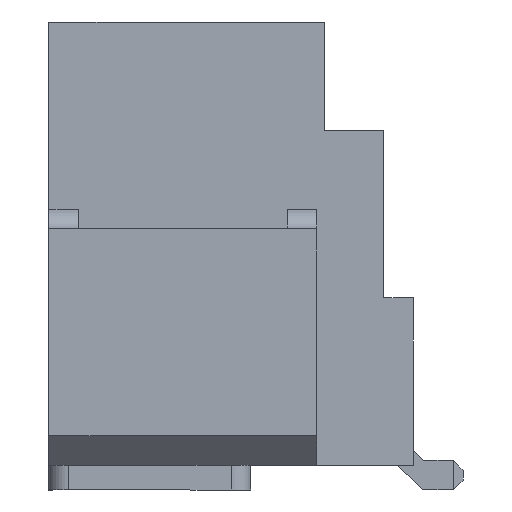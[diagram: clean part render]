
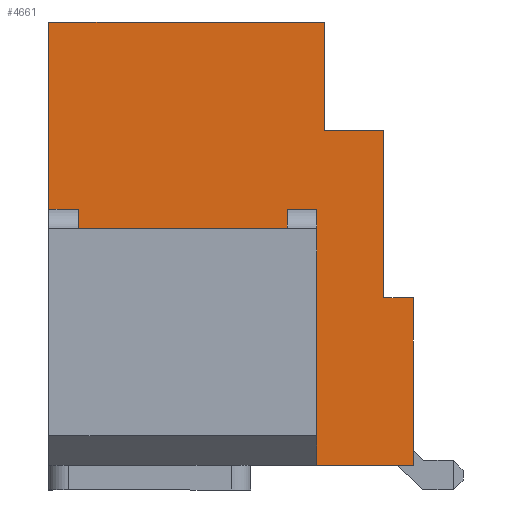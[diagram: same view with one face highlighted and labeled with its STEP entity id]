
A CAD part, left-side view. The second image highlights one B-rep face of the part: STEP entity #4661.
In plain terms, the highlighted planar face has unit normal (-1, 0, 0).
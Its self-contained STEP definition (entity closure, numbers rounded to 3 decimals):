
#540=ORIENTED_EDGE('',*,*,#1773,.T.);
#541=ORIENTED_EDGE('',*,*,#1774,.T.);
#542=ORIENTED_EDGE('',*,*,#1753,.T.);
#543=ORIENTED_EDGE('',*,*,#1640,.T.);
#544=ORIENTED_EDGE('',*,*,#1775,.F.);
#545=ORIENTED_EDGE('',*,*,#1776,.F.);
#546=ORIENTED_EDGE('',*,*,#1777,.F.);
#547=ORIENTED_EDGE('',*,*,#1778,.F.);
#548=ORIENTED_EDGE('',*,*,#1440,.T.);
#549=ORIENTED_EDGE('',*,*,#1586,.T.);
#550=ORIENTED_EDGE('',*,*,#1779,.T.);
#551=ORIENTED_EDGE('',*,*,#1780,.F.);
#552=ORIENTED_EDGE('',*,*,#1781,.T.);
#553=ORIENTED_EDGE('',*,*,#1782,.T.);
#1440=EDGE_CURVE('',#2111,#2110,#2548,.T.);
#1586=EDGE_CURVE('',#2110,#2231,#2693,.T.);
#1640=EDGE_CURVE('',#2275,#2274,#2746,.T.);
#1753=EDGE_CURVE('',#2345,#2275,#2859,.T.);
#1773=EDGE_CURVE('',#2362,#2363,#2879,.T.);
#1774=EDGE_CURVE('',#2363,#2345,#2880,.T.);
#1775=EDGE_CURVE('',#2364,#2274,#2881,.T.);
#1776=EDGE_CURVE('',#2365,#2364,#2882,.T.);
#1777=EDGE_CURVE('',#2366,#2365,#2883,.T.);
#1778=EDGE_CURVE('',#2111,#2366,#2884,.T.);
#1779=EDGE_CURVE('',#2231,#2367,#2885,.T.);
#1780=EDGE_CURVE('',#2368,#2367,#2886,.T.);
#1781=EDGE_CURVE('',#2368,#2369,#2887,.T.);
#1782=EDGE_CURVE('',#2369,#2362,#2888,.T.);
#2110=VERTEX_POINT('',#6323);
#2111=VERTEX_POINT('',#6325);
#2231=VERTEX_POINT('',#6629);
#2274=VERTEX_POINT('',#6727);
#2275=VERTEX_POINT('',#6729);
#2345=VERTEX_POINT('',#6939);
#2362=VERTEX_POINT('',#6988);
#2363=VERTEX_POINT('',#6989);
#2364=VERTEX_POINT('',#6992);
#2365=VERTEX_POINT('',#6994);
#2366=VERTEX_POINT('',#6996);
#2367=VERTEX_POINT('',#6999);
#2368=VERTEX_POINT('',#7001);
#2369=VERTEX_POINT('',#7003);
#2548=LINE('',#6324,#3198);
#2693=LINE('',#6630,#3343);
#2746=LINE('',#6728,#3396);
#2859=LINE('',#6947,#3509);
#2879=LINE('',#6987,#3529);
#2880=LINE('',#6990,#3530);
#2881=LINE('',#6991,#3531);
#2882=LINE('',#6993,#3532);
#2883=LINE('',#6995,#3533);
#2884=LINE('',#6997,#3534);
#2885=LINE('',#6998,#3535);
#2886=LINE('',#7000,#3536);
#2887=LINE('',#7002,#3537);
#2888=LINE('',#7004,#3538);
#3198=VECTOR('',#5133,1000.);
#3343=VECTOR('',#5358,1000.);
#3396=VECTOR('',#5415,1000.);
#3509=VECTOR('',#5594,1000.);
#3529=VECTOR('',#5626,1000.);
#3530=VECTOR('',#5627,1000.);
#3531=VECTOR('',#5628,1000.);
#3532=VECTOR('',#5629,1000.);
#3533=VECTOR('',#5630,1000.);
#3534=VECTOR('',#5631,1000.);
#3535=VECTOR('',#5632,1000.);
#3536=VECTOR('',#5633,1000.);
#3537=VECTOR('',#5634,1000.);
#3538=VECTOR('',#5635,1000.);
#3925=EDGE_LOOP('',(#540,#541,#542,#543,#544,#545,#546,#547,#548,#549,#550,
#551,#552,#553));
#4179=FACE_BOUND('',#3925,.T.);
#4433=PLANE('',#4939);
#4661=ADVANCED_FACE('',(#4179),#4433,.T.);
#4939=AXIS2_PLACEMENT_3D('',#6986,#5624,#5625);
#5133=DIRECTION('',(0.,1.,0.));
#5358=DIRECTION('',(0.,0.,-1.));
#5415=DIRECTION('',(0.,0.,1.));
#5594=DIRECTION('',(0.,-1.,0.));
#5624=DIRECTION('',(-1.,0.,0.));
#5625=DIRECTION('',(0.,0.,1.));
#5626=DIRECTION('',(0.,-1.,0.));
#5627=DIRECTION('',(0.,0.,-1.));
#5628=DIRECTION('',(0.,-1.,0.));
#5629=DIRECTION('',(0.,0.,-1.));
#5630=DIRECTION('',(0.,-1.,0.));
#5631=DIRECTION('',(0.,0.,-1.));
#5632=DIRECTION('',(0.,-1.,0.));
#5633=DIRECTION('',(0.,0.,1.));
#5634=DIRECTION('',(0.,-1.,0.));
#5635=DIRECTION('',(0.,0.,1.));
#6323=CARTESIAN_POINT('',(-5.875,1.85,2.25));
#6324=CARTESIAN_POINT('',(-5.875,-1.85,2.25));
#6325=CARTESIAN_POINT('',(-5.875,-0.95,2.25));
#6629=CARTESIAN_POINT('',(-5.875,1.85,0.35));
#6630=CARTESIAN_POINT('',(-5.875,1.85,2.25));
#6727=CARTESIAN_POINT('',(-5.875,-1.85,-0.55));
#6728=CARTESIAN_POINT('',(-5.875,-1.85,-2.25));
#6729=CARTESIAN_POINT('',(-5.875,-1.85,-2.25));
#6939=CARTESIAN_POINT('',(-5.875,-0.87,-2.25));
#6947=CARTESIAN_POINT('',(-5.875,1.85,-2.25));
#6986=CARTESIAN_POINT('',(-5.875,0.,0.));
#6987=CARTESIAN_POINT('',(-5.875,-0.87,0.35));
#6988=CARTESIAN_POINT('',(-5.875,-0.57,0.35));
#6989=CARTESIAN_POINT('',(-5.875,-0.87,0.35));
#6990=CARTESIAN_POINT('',(-5.875,-0.87,0.15));
#6991=CARTESIAN_POINT('',(-5.875,0.,-0.55));
#6992=CARTESIAN_POINT('',(-5.875,-1.55,-0.55));
#6993=CARTESIAN_POINT('',(-5.875,-1.55,0.));
#6994=CARTESIAN_POINT('',(-5.875,-1.55,1.15));
#6995=CARTESIAN_POINT('',(-5.875,0.,1.15));
#6996=CARTESIAN_POINT('',(-5.875,-0.95,1.15));
#6997=CARTESIAN_POINT('',(-5.875,-0.95,0.));
#6998=CARTESIAN_POINT('',(-5.875,1.55,0.35));
#6999=CARTESIAN_POINT('',(-5.875,1.55,0.35));
#7000=CARTESIAN_POINT('',(-5.875,1.55,-0.15));
#7001=CARTESIAN_POINT('',(-5.875,1.55,-0.15));
#7002=CARTESIAN_POINT('',(-5.875,1.55,-0.15));
#7003=CARTESIAN_POINT('',(-5.875,-0.57,-0.15));
#7004=CARTESIAN_POINT('',(-5.875,-0.57,-0.15));
